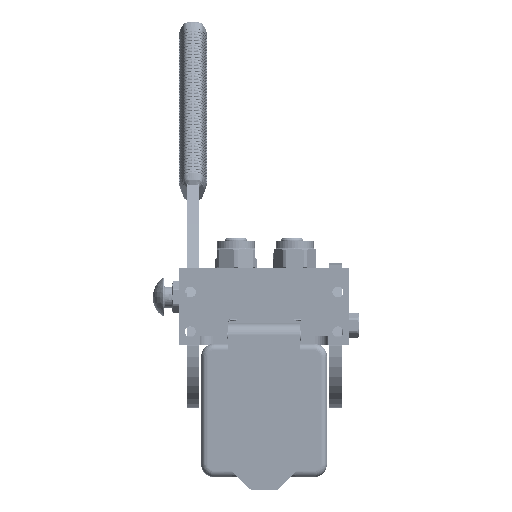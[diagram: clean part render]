
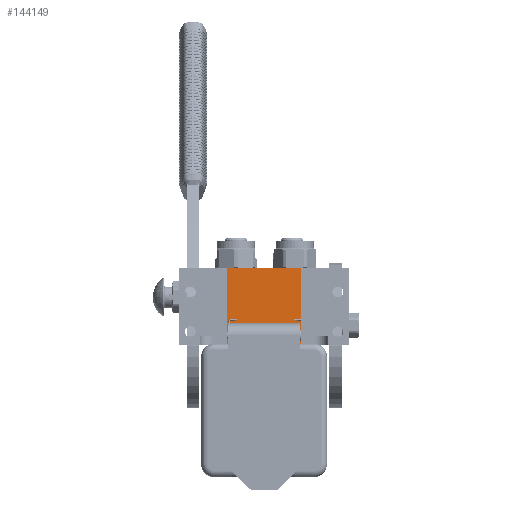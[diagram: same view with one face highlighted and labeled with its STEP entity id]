
A CAD part, left-side view. The second image highlights one B-rep face of the part: STEP entity #144149.
In plain terms, the highlighted face is planar.
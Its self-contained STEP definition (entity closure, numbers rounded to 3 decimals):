
#7964 = LINE ( 'NONE', #117149, #187018 ) ;
#12586 = VECTOR ( 'NONE', #161015, 1000. ) ;
#19530 = CARTESIAN_POINT ( 'NONE',  ( -29., 0., -107.5 ) ) ;
#19710 = AXIS2_PLACEMENT_3D ( 'NONE', #83744, #183881, #96468 ) ;
#20940 = ORIENTED_EDGE ( 'NONE', *, *, #34685, .T. ) ;
#21946 = CARTESIAN_POINT ( 'NONE',  ( 29., 60.2, -107.5 ) ) ;
#24922 = PLANE ( 'NONE',  #19710 ) ;
#27969 = EDGE_CURVE ( 'NONE', #77885, #101634, #58502, .T. ) ;
#28970 = ORIENTED_EDGE ( 'NONE', *, *, #27969, .F. ) ;
#29899 = VERTEX_POINT ( 'NONE', #133783 ) ;
#34685 = EDGE_CURVE ( 'NONE', #77885, #29899, #7964, .T. ) ;
#51182 = LINE ( 'NONE', #59674, #12586 ) ;
#52087 = VECTOR ( 'NONE', #90487, 1000. ) ;
#52957 = CARTESIAN_POINT ( 'NONE',  ( 29., 0., -107.5 ) ) ;
#55291 = ORIENTED_EDGE ( 'NONE', *, *, #61042, .F. ) ;
#58502 = LINE ( 'NONE', #52957, #174103 ) ;
#59674 = CARTESIAN_POINT ( 'NONE',  ( 29., 60.2, -107.5 ) ) ;
#61042 = EDGE_CURVE ( 'NONE', #101634, #135266, #51182, .T. ) ;
#68697 = DIRECTION ( 'NONE',  ( 0., 1., 0. ) ) ;
#77885 = VERTEX_POINT ( 'NONE', #115621 ) ;
#83744 = CARTESIAN_POINT ( 'NONE',  ( 29., 0., -107.5 ) ) ;
#88461 = EDGE_LOOP ( 'NONE', ( #119855, #55291, #28970, #20940 ) ) ;
#90487 = DIRECTION ( 'NONE',  ( 0., 1., 0. ) ) ;
#96468 = DIRECTION ( 'NONE',  ( -1., 0., 0. ) ) ;
#100247 = FACE_OUTER_BOUND ( 'NONE', #88461, .T. ) ;
#101634 = VERTEX_POINT ( 'NONE', #21946 ) ;
#115621 = CARTESIAN_POINT ( 'NONE',  ( 29., 0., -107.5 ) ) ;
#117149 = CARTESIAN_POINT ( 'NONE',  ( 29., 0., -107.5 ) ) ;
#119855 = ORIENTED_EDGE ( 'NONE', *, *, #155127, .T. ) ;
#129155 = LINE ( 'NONE', #19530, #52087 ) ;
#133783 = CARTESIAN_POINT ( 'NONE',  ( -29., 0., -107.5 ) ) ;
#135266 = VERTEX_POINT ( 'NONE', #152456 ) ;
#144149 = ADVANCED_FACE ( 'NONE', ( #100247 ), #24922, .T. ) ;
#152456 = CARTESIAN_POINT ( 'NONE',  ( -29., 60.2, -107.5 ) ) ;
#155127 = EDGE_CURVE ( 'NONE', #29899, #135266, #129155, .T. ) ;
#161015 = DIRECTION ( 'NONE',  ( -1., 0., 0. ) ) ;
#162735 = DIRECTION ( 'NONE',  ( -1., 0., 0. ) ) ;
#174103 = VECTOR ( 'NONE', #68697, 1000. ) ;
#183881 = DIRECTION ( 'NONE',  ( 0., 0., -1. ) ) ;
#187018 = VECTOR ( 'NONE', #162735, 1000. ) ;
